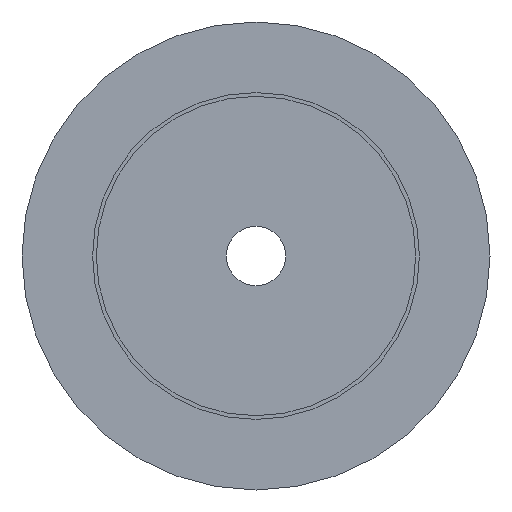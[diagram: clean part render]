
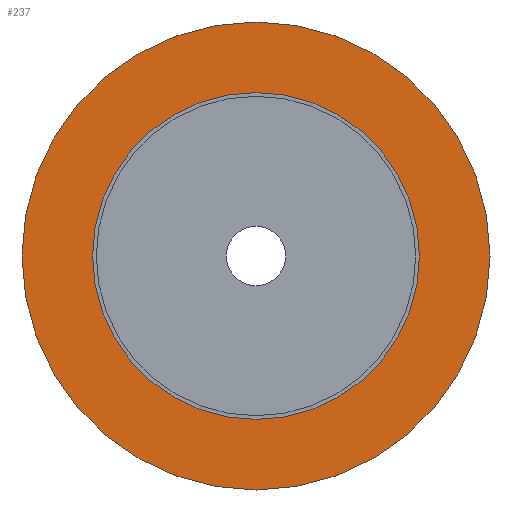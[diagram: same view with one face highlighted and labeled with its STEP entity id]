
A CAD part, front view. The second image highlights one B-rep face of the part: STEP entity #237.
In plain terms, the highlighted planar face has unit normal (0, -1, 0).
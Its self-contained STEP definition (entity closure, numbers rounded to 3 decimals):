
#24=FACE_BOUND('',#73,.T.);
#33=PLANE('',#287);
#48=FACE_OUTER_BOUND('',#72,.T.);
#72=EDGE_LOOP('',(#198));
#73=EDGE_LOOP('',(#199));
#106=CIRCLE('',#273,11.);
#110=CIRCLE('',#280,15.75);
#124=VERTEX_POINT('',#403);
#128=VERTEX_POINT('',#416);
#145=EDGE_CURVE('',#124,#124,#106,.T.);
#152=EDGE_CURVE('',#128,#128,#110,.T.);
#198=ORIENTED_EDGE('',*,*,#152,.F.);
#199=ORIENTED_EDGE('',*,*,#145,.T.);
#237=ADVANCED_FACE('',(#48,#24),#33,.F.);
#273=AXIS2_PLACEMENT_3D('',#404,#327,#328);
#280=AXIS2_PLACEMENT_3D('',#418,#344,#345);
#287=AXIS2_PLACEMENT_3D('',#428,#358,#359);
#327=DIRECTION('center_axis',(0.,1.,0.));
#328=DIRECTION('ref_axis',(1.,0.,0.));
#344=DIRECTION('center_axis',(0.,1.,0.));
#345=DIRECTION('ref_axis',(-1.,0.,0.));
#358=DIRECTION('center_axis',(0.,1.,0.));
#359=DIRECTION('ref_axis',(-1.,0.,0.));
#403=CARTESIAN_POINT('',(-11.,0.,0.));
#404=CARTESIAN_POINT('Origin',(0.,0.,0.));
#416=CARTESIAN_POINT('',(15.75,0.,0.));
#418=CARTESIAN_POINT('Origin',(0.,0.,0.));
#428=CARTESIAN_POINT('Origin',(0.,0.,0.));
